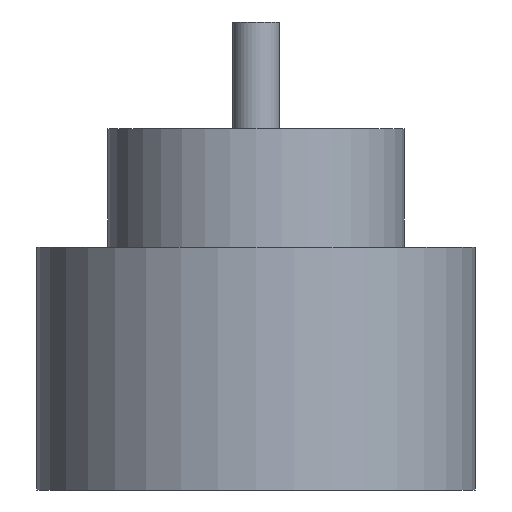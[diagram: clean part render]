
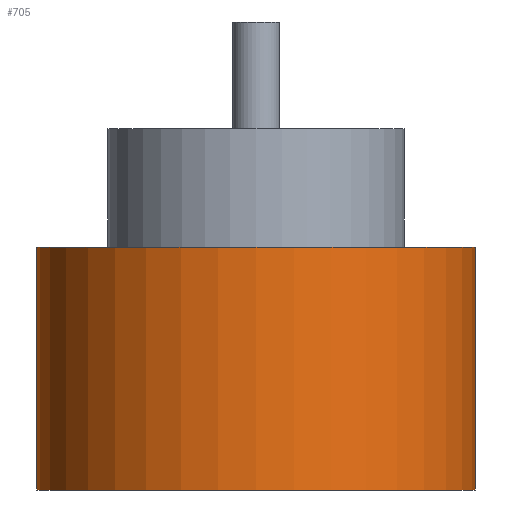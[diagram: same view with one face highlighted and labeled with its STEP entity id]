
A CAD part, front view. The second image highlights one B-rep face of the part: STEP entity #705.
In plain terms, the highlighted cylindrical face has radius 1.85 mm (diameter 3.7 mm), a partial arc.
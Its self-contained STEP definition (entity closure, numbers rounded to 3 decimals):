
#26 = ORIENTED_EDGE ( 'NONE', *, *, #336, .F. ) ;
#41 = CARTESIAN_POINT ( 'NONE',  ( -1.85, 0., 2.55 ) ) ;
#42 = CARTESIAN_POINT ( 'NONE',  ( 1.85, 0., 2.55 ) ) ;
#60 = CIRCLE ( 'NONE', #327, 1.85 ) ;
#76 = CARTESIAN_POINT ( 'NONE',  ( 0., 0., -0.5 ) ) ;
#105 = AXIS2_PLACEMENT_3D ( 'NONE', #76, #577, #238 ) ;
#115 = DIRECTION ( 'NONE',  ( 0., 0., 1. ) ) ;
#159 = DIRECTION ( 'NONE',  ( 0., 0., -1. ) ) ;
#172 = ORIENTED_EDGE ( 'NONE', *, *, #304, .F. ) ;
#173 = CARTESIAN_POINT ( 'NONE',  ( 1.85, 0., -0.5 ) ) ;
#183 = VERTEX_POINT ( 'NONE', #428 ) ;
#200 = AXIS2_PLACEMENT_3D ( 'NONE', #444, #159, #740 ) ;
#238 = DIRECTION ( 'NONE',  ( 1., 0., 0. ) ) ;
#246 = CYLINDRICAL_SURFACE ( 'NONE', #200, 1.85 ) ;
#281 = CARTESIAN_POINT ( 'NONE',  ( 0., 0., 1.55 ) ) ;
#304 = EDGE_CURVE ( 'NONE', #183, #374, #671, .T. ) ;
#327 = AXIS2_PLACEMENT_3D ( 'NONE', #281, #115, #507 ) ;
#336 = EDGE_CURVE ( 'NONE', #497, #183, #60, .T. ) ;
#353 = EDGE_LOOP ( 'NONE', ( #172, #26, #495, #410 ) ) ;
#372 = VERTEX_POINT ( 'NONE', #461 ) ;
#374 = VERTEX_POINT ( 'NONE', #173 ) ;
#387 = DIRECTION ( 'NONE',  ( 0., 0., -1. ) ) ;
#410 = ORIENTED_EDGE ( 'NONE', *, *, #457, .T. ) ;
#415 = FACE_OUTER_BOUND ( 'NONE', #353, .T. ) ;
#428 = CARTESIAN_POINT ( 'NONE',  ( 1.85, 0., 1.55 ) ) ;
#444 = CARTESIAN_POINT ( 'NONE',  ( 0., 0., 2.55 ) ) ;
#457 = EDGE_CURVE ( 'NONE', #372, #374, #492, .T. ) ;
#461 = CARTESIAN_POINT ( 'NONE',  ( -1.85, 0., -0.5 ) ) ;
#475 = LINE ( 'NONE', #41, #593 ) ;
#492 = CIRCLE ( 'NONE', #105, 1.85 ) ;
#495 = ORIENTED_EDGE ( 'NONE', *, *, #743, .T. ) ;
#497 = VERTEX_POINT ( 'NONE', #638 ) ;
#507 = DIRECTION ( 'NONE',  ( 1., 0., 0. ) ) ;
#577 = DIRECTION ( 'NONE',  ( 0., 0., 1. ) ) ;
#593 = VECTOR ( 'NONE', #387, 1000. ) ;
#638 = CARTESIAN_POINT ( 'NONE',  ( -1.85, 0., 1.55 ) ) ;
#669 = DIRECTION ( 'NONE',  ( 0., 0., -1. ) ) ;
#671 = LINE ( 'NONE', #42, #679 ) ;
#679 = VECTOR ( 'NONE', #669, 1000. ) ;
#705 = ADVANCED_FACE ( 'NONE', ( #415 ), #246, .T. ) ;
#740 = DIRECTION ( 'NONE',  ( -1., 0., 0. ) ) ;
#743 = EDGE_CURVE ( 'NONE', #497, #372, #475, .T. ) ;
